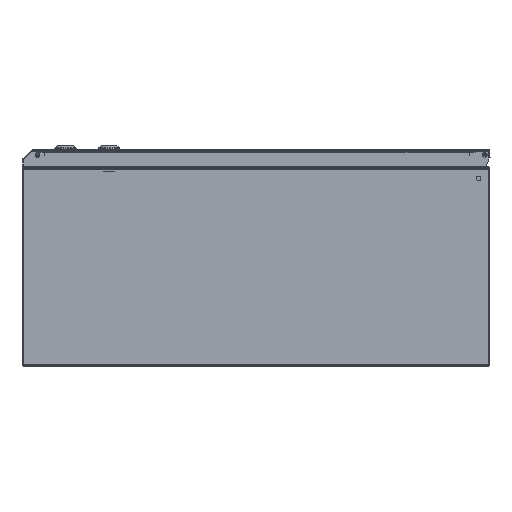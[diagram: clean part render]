
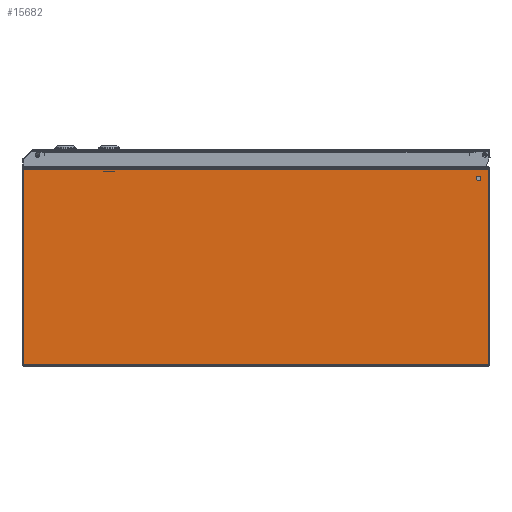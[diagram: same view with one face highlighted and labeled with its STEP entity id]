
A CAD part, front view. The second image highlights one B-rep face of the part: STEP entity #15682.
In plain terms, the highlighted face is planar.
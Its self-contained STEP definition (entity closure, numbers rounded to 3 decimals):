
#106 = ORIENTED_EDGE ( 'NONE', *, *, #2480, .T. ) ;
#582 = AXIS2_PLACEMENT_3D ( 'NONE', #7674, #9015, #3932 ) ;
#819 = CARTESIAN_POINT ( 'NONE',  ( -24.753, 0., 557.188 ) ) ;
#836 = EDGE_CURVE ( 'NONE', #20544, #19379, #13472, .T. ) ;
#2178 = EDGE_LOOP ( 'NONE', ( #14727, #5138, #106, #8004 ) ) ;
#2480 = EDGE_CURVE ( 'NONE', #2774, #20544, #8802, .T. ) ;
#2703 = LINE ( 'NONE', #9475, #5438 ) ;
#2774 = VERTEX_POINT ( 'NONE', #18923 ) ;
#3256 = DIRECTION ( 'NONE',  ( 0., 0., 1. ) ) ;
#3382 = DIRECTION ( 'NONE',  ( -1., 0., 0. ) ) ;
#3549 = CARTESIAN_POINT ( 'NONE',  ( -24.753, 0., 553.938 ) ) ;
#3716 = CARTESIAN_POINT ( 'NONE',  ( -283.453, 0., -81.062 ) ) ;
#3932 = DIRECTION ( 'NONE',  ( 0., 0., 1. ) ) ;
#5039 = CARTESIAN_POINT ( 'NONE',  ( -283.453, 0., -81.062 ) ) ;
#5138 = ORIENTED_EDGE ( 'NONE', *, *, #13773, .T. ) ;
#5167 = PLANE ( 'NONE',  #13309 ) ;
#5282 = VECTOR ( 'NONE', #3256, 1000. ) ;
#5398 = DIRECTION ( 'NONE',  ( 0., 1., 0. ) ) ;
#5438 = VECTOR ( 'NONE', #7814, 1000. ) ;
#5591 = CIRCLE ( 'NONE', #9114, 3.25 ) ;
#6001 = CARTESIAN_POINT ( 'NONE',  ( -283.453, 0., -81.062 ) ) ;
#6850 = CARTESIAN_POINT ( 'NONE',  ( -283.453, 0., 568.938 ) ) ;
#7147 = VERTEX_POINT ( 'NONE', #14393 ) ;
#7674 = CARTESIAN_POINT ( 'NONE',  ( -24.753, 0., 553.938 ) ) ;
#7814 = DIRECTION ( 'NONE',  ( 0., 0., -1. ) ) ;
#8004 = ORIENTED_EDGE ( 'NONE', *, *, #836, .T. ) ;
#8184 = DIRECTION ( 'NONE',  ( 0., 0., 1. ) ) ;
#8232 = ORIENTED_EDGE ( 'NONE', *, *, #10127, .F. ) ;
#8802 = LINE ( 'NONE', #3716, #10282 ) ;
#8943 = CARTESIAN_POINT ( 'NONE',  ( -24.753, 0., 550.688 ) ) ;
#9015 = DIRECTION ( 'NONE',  ( 0., 1., 0. ) ) ;
#9114 = AXIS2_PLACEMENT_3D ( 'NONE', #3549, #17086, #15206 ) ;
#9458 = VECTOR ( 'NONE', #14963, 1000. ) ;
#9475 = CARTESIAN_POINT ( 'NONE',  ( -12.153, 0., 568.938 ) ) ;
#9754 = CARTESIAN_POINT ( 'NONE',  ( -283.453, 0., 568.938 ) ) ;
#10127 = EDGE_CURVE ( 'NONE', #18423, #10736, #5591, .T. ) ;
#10282 = VECTOR ( 'NONE', #3382, 1000. ) ;
#10523 = EDGE_CURVE ( 'NONE', #19379, #7147, #13513, .T. ) ;
#10736 = VERTEX_POINT ( 'NONE', #8943 ) ;
#13309 = AXIS2_PLACEMENT_3D ( 'NONE', #18730, #5398, #8184 ) ;
#13472 = LINE ( 'NONE', #5039, #5282 ) ;
#13513 = LINE ( 'NONE', #6850, #9458 ) ;
#13773 = EDGE_CURVE ( 'NONE', #7147, #2774, #2703, .T. ) ;
#14393 = CARTESIAN_POINT ( 'NONE',  ( -12.153, 0., 568.938 ) ) ;
#14727 = ORIENTED_EDGE ( 'NONE', *, *, #10523, .T. ) ;
#14963 = DIRECTION ( 'NONE',  ( 1., 0., 0. ) ) ;
#15206 = DIRECTION ( 'NONE',  ( 0., 0., 1. ) ) ;
#15682 = ADVANCED_FACE ( 'NONE', ( #20506, #16638 ), #5167, .T. ) ;
#16638 = FACE_OUTER_BOUND ( 'NONE', #2178, .T. ) ;
#16754 = EDGE_LOOP ( 'NONE', ( #8232, #16994 ) ) ;
#16994 = ORIENTED_EDGE ( 'NONE', *, *, #18725, .F. ) ;
#17086 = DIRECTION ( 'NONE',  ( 0., 1., 0. ) ) ;
#18423 = VERTEX_POINT ( 'NONE', #819 ) ;
#18725 = EDGE_CURVE ( 'NONE', #10736, #18423, #20120, .T. ) ;
#18730 = CARTESIAN_POINT ( 'NONE',  ( -283.453, 0., 568.938 ) ) ;
#18923 = CARTESIAN_POINT ( 'NONE',  ( -12.153, 0., -81.062 ) ) ;
#19379 = VERTEX_POINT ( 'NONE', #9754 ) ;
#20120 = CIRCLE ( 'NONE', #582, 3.25 ) ;
#20506 = FACE_BOUND ( 'NONE', #16754, .T. ) ;
#20544 = VERTEX_POINT ( 'NONE', #6001 ) ;
